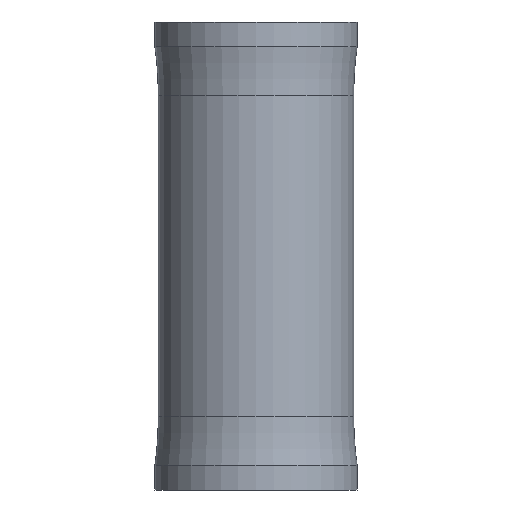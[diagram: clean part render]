
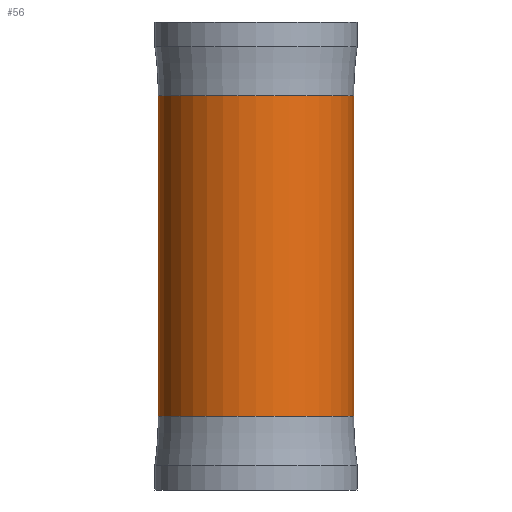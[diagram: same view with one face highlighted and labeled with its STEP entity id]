
A CAD part, front view. The second image highlights one B-rep face of the part: STEP entity #56.
In plain terms, the highlighted cylindrical face has radius 19.837 mm (diameter 39.675 mm), a partial arc.
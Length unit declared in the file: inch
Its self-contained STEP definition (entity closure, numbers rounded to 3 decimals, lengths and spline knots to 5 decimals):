
#17 = CIRCLE ( 'NONE', #205, 0.781 ) ;
#27 = ORIENTED_EDGE ( 'NONE', *, *, #413, .T. ) ;
#38 = VERTEX_POINT ( 'NONE', #597 ) ;
#43 = CARTESIAN_POINT ( 'NONE',  ( -0.781, 0., -3.15154 ) ) ;
#56 = ADVANCED_FACE ( 'NONE', ( #348 ), #661, .T. ) ;
#57 = DIRECTION ( 'NONE',  ( -1., 0., 0. ) ) ;
#83 = LINE ( 'NONE', #381, #392 ) ;
#88 = VERTEX_POINT ( 'NONE', #179 ) ;
#95 = VECTOR ( 'NONE', #266, 39.37008 ) ;
#111 = CARTESIAN_POINT ( 'NONE',  ( 0., 0., -0.58846 ) ) ;
#155 = DIRECTION ( 'NONE',  ( 0., 0., -1. ) ) ;
#179 = CARTESIAN_POINT ( 'NONE',  ( 0.781, 0., -3.15154 ) ) ;
#198 = EDGE_CURVE ( 'NONE', #637, #38, #310, .T. ) ;
#205 = AXIS2_PLACEMENT_3D ( 'NONE', #516, #480, #57 ) ;
#213 = CARTESIAN_POINT ( 'NONE',  ( -0.781, 0., -6.02678 ) ) ;
#245 = EDGE_CURVE ( 'NONE', #589, #88, #17, .T. ) ;
#266 = DIRECTION ( 'NONE',  ( 0., 0., 1. ) ) ;
#272 = CARTESIAN_POINT ( 'NONE',  ( 0.781, 0., -0.58846 ) ) ;
#310 = CIRCLE ( 'NONE', #490, 0.781 ) ;
#333 = DIRECTION ( 'NONE',  ( 0., 0., 1. ) ) ;
#348 = FACE_OUTER_BOUND ( 'NONE', #563, .T. ) ;
#356 = DIRECTION ( 'NONE',  ( 1., 0., 0. ) ) ;
#381 = CARTESIAN_POINT ( 'NONE',  ( 0.781, 0., -6.02678 ) ) ;
#392 = VECTOR ( 'NONE', #333, 39.37008 ) ;
#402 = DIRECTION ( 'NONE',  ( 1., 0., 0. ) ) ;
#413 = EDGE_CURVE ( 'NONE', #88, #637, #83, .T. ) ;
#434 = ORIENTED_EDGE ( 'NONE', *, *, #629, .F. ) ;
#445 = CARTESIAN_POINT ( 'NONE',  ( 0., 0., -6.02678 ) ) ;
#480 = DIRECTION ( 'NONE',  ( 0., 0., 1. ) ) ;
#490 = AXIS2_PLACEMENT_3D ( 'NONE', #111, #155, #356 ) ;
#497 = ORIENTED_EDGE ( 'NONE', *, *, #245, .T. ) ;
#509 = DIRECTION ( 'NONE',  ( 0., 0., 1. ) ) ;
#516 = CARTESIAN_POINT ( 'NONE',  ( 0., 0., -3.15154 ) ) ;
#519 = ORIENTED_EDGE ( 'NONE', *, *, #198, .T. ) ;
#524 = LINE ( 'NONE', #213, #95 ) ;
#563 = EDGE_LOOP ( 'NONE', ( #434, #497, #27, #519 ) ) ;
#577 = AXIS2_PLACEMENT_3D ( 'NONE', #445, #509, #402 ) ;
#589 = VERTEX_POINT ( 'NONE', #43 ) ;
#597 = CARTESIAN_POINT ( 'NONE',  ( -0.781, 0., -0.58846 ) ) ;
#629 = EDGE_CURVE ( 'NONE', #589, #38, #524, .T. ) ;
#637 = VERTEX_POINT ( 'NONE', #272 ) ;
#661 = CYLINDRICAL_SURFACE ( 'NONE', #577, 0.781 ) ;
